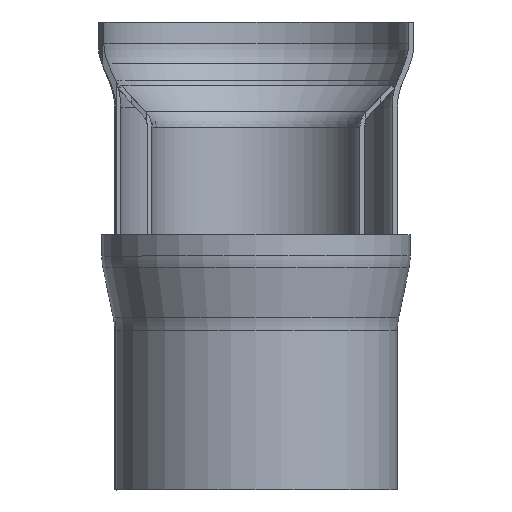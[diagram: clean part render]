
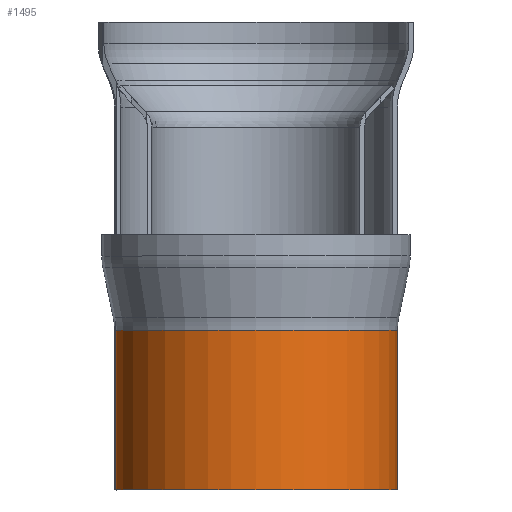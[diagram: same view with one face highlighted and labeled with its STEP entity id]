
A CAD part, front view. The second image highlights one B-rep face of the part: STEP entity #1495.
In plain terms, the highlighted cylindrical face has radius 665 mm (diameter 1330 mm), a full revolution.
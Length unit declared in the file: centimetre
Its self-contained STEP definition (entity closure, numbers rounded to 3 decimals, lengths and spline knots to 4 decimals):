
#151=CYLINDRICAL_SURFACE('',#1677,66.5);
#227=FACE_OUTER_BOUND('',#315,.T.);
#315=EDGE_LOOP('',(#1333,#1334,#1335,#1336,#1337));
#392=CIRCLE('',#1643,66.5);
#414=CIRCLE('',#1675,66.5);
#415=CIRCLE('',#1676,66.5);
#502=LINE('',#2837,#573);
#573=VECTOR('',#2106,66.5);
#690=VERTEX_POINT('',#2777);
#708=VERTEX_POINT('',#2831);
#709=VERTEX_POINT('',#2833);
#892=EDGE_CURVE('',#690,#690,#392,.T.);
#919=EDGE_CURVE('',#709,#708,#414,.T.);
#920=EDGE_CURVE('',#708,#709,#415,.T.);
#921=EDGE_CURVE('',#690,#709,#502,.T.);
#1333=ORIENTED_EDGE('',*,*,#892,.F.);
#1334=ORIENTED_EDGE('',*,*,#921,.T.);
#1335=ORIENTED_EDGE('',*,*,#919,.T.);
#1336=ORIENTED_EDGE('',*,*,#920,.T.);
#1337=ORIENTED_EDGE('',*,*,#921,.F.);
#1495=ADVANCED_FACE('',(#227),#151,.T.);
#1643=AXIS2_PLACEMENT_3D('',#2778,#2031,#2032);
#1675=AXIS2_PLACEMENT_3D('',#2834,#2100,#2101);
#1676=AXIS2_PLACEMENT_3D('',#2835,#2102,#2103);
#1677=AXIS2_PLACEMENT_3D('',#2836,#2104,#2105);
#2031=DIRECTION('center_axis',(0.,0.,
-1.));
#2032=DIRECTION('ref_axis',(1.,0.,0.));
#2100=DIRECTION('center_axis',(0.,0.,
-1.));
#2101=DIRECTION('ref_axis',(1.,0.,0.));
#2102=DIRECTION('center_axis',(0.,0.,
-1.));
#2103=DIRECTION('ref_axis',(1.,0.,0.));
#2104=DIRECTION('center_axis',(0.,0.,
-1.));
#2105=DIRECTION('ref_axis',(1.,0.,0.));
#2106=DIRECTION('',(0.,0.,1.));
#2777=CARTESIAN_POINT('',(-66.5,0.,0.));
#2778=CARTESIAN_POINT('Origin',(0.,0.,
0.));
#2831=CARTESIAN_POINT('',(0.,-66.5,75.));
#2833=CARTESIAN_POINT('',(-66.5,0.,75.));
#2834=CARTESIAN_POINT('Origin',(0.,0.,
75.));
#2835=CARTESIAN_POINT('Origin',(0.,0.,
75.));
#2836=CARTESIAN_POINT('Origin',(0.,0.,
37.5));
#2837=CARTESIAN_POINT('',(-66.5,0.,37.5));
